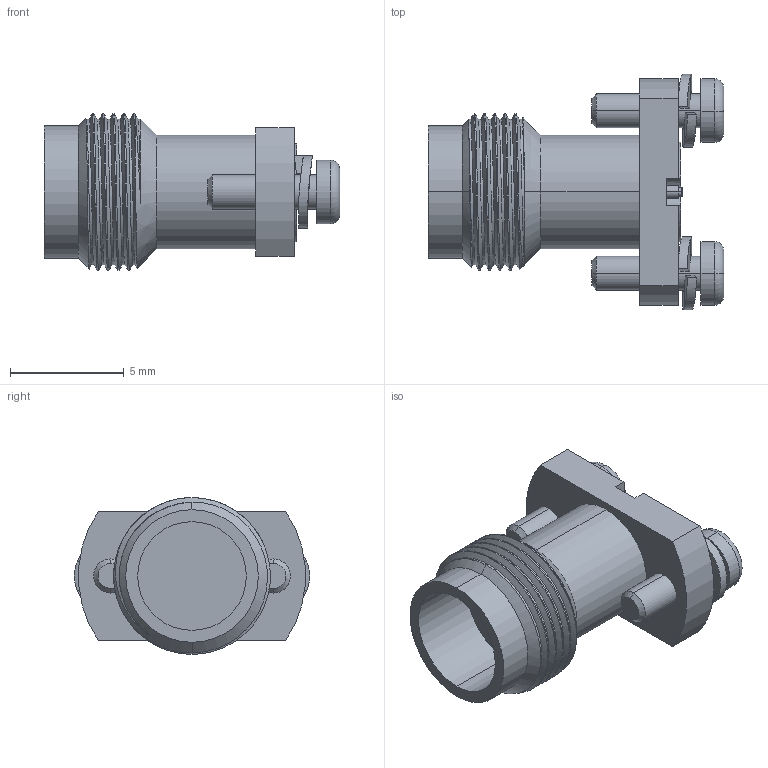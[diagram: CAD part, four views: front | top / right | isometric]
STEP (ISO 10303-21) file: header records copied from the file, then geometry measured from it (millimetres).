
FILE_DESCRIPTION (( 'STEP AP214' ), '1' );
FILE_NAME ('FMCN45938_3D.step', '2023-08-18T22:53:52', ( '' ), ( '' ), 'SwSTEP 2.0', 'SolidWorks 2022', '' );
FILE_SCHEMA (( 'AUTOMOTIVE_DESIGN' ));
Length unit declared in the file: millimetre
Products named in the file (4): K8462-NSBL-5_1^FMCN45938; 24-8462-NSTL^FMCN45938; FMCN45938_3D; 0-80UNF-2A_1^FMCN45938
Assembly tree (5 placements, depth 2):
  FMCN45938_3D
    24-8462-NSTL^FMCN45938
    K8462-NSBL-5_1^FMCN45938  x2
    0-80UNF-2A_1^FMCN45938  x2
Bounding box: 13 x 10.36 x 6.9 mm (x, y, z)
Volume: 299 mm3; surface area: 554.4 mm2
Topology: 6 solids, 6 shells, 153 faces, 391 edges, 257 vertices
Faces by surface type: cylinder 74, plane 62, cone 10, torus 4, bspline 3
Entity records: 4379 total; most frequent: CARTESIAN_POINT 1775, ORIENTED_EDGE 524, DIRECTION 508, EDGE_CURVE 262, AXIS2_PLACEMENT_3D 194, VERTEX_POINT 172, VECTOR 120, LINE 120
